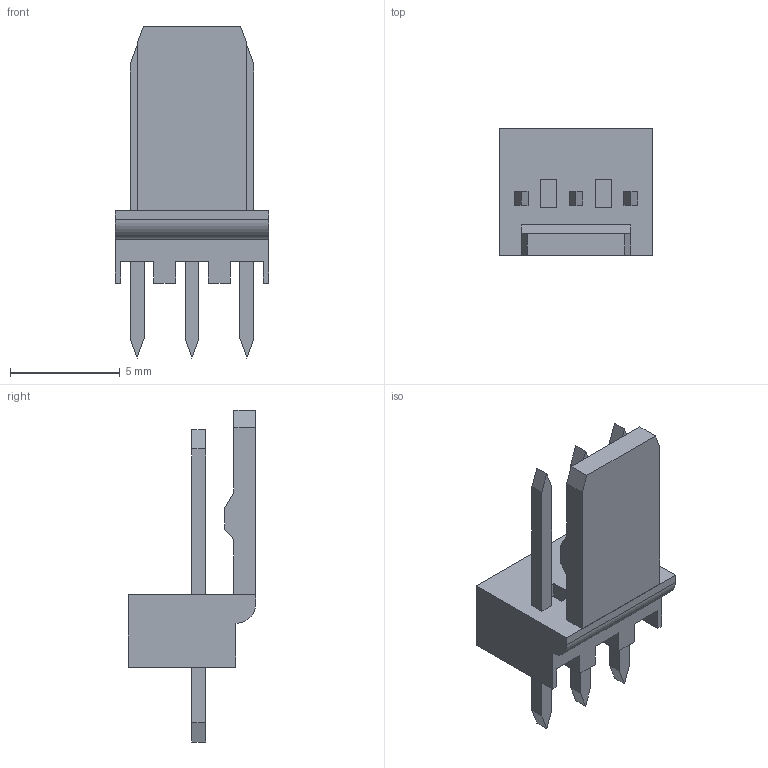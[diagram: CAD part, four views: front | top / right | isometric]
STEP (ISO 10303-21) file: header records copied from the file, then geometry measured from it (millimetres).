
FILE_DESCRIPTION((''),'2;1');
FILE_NAME('MOLEX_22-04-1031.stp','2012-02-13T09:07:45',(''),(''),'Mechanical Desktop 2011','Mechanical Desktop 2011',', , ');
FILE_SCHEMA(('AUTOMOTIVE_DESIGN { 1 2 10303 214 1 1 1 1 }'));
Length unit declared in the file: millimetre
Products named in the file (1): Product
Bounding box: 7 x 5.8 x 15.1 mm (x, y, z)
Volume: 154.5 mm3; surface area: 390 mm2
Topology: 8 solids, 8 shells, 84 faces, 198 edges, 132 vertices
Faces by surface type: plane 63, bspline 20, cylinder 1
Entity records: 2409 total; most frequent: CARTESIAN_POINT 475, ORIENTED_EDGE 396, DIRECTION 330, EDGE_CURVE 198, VECTOR 196, LINE 196, VERTEX_POINT 132, EDGE_LOOP 86
